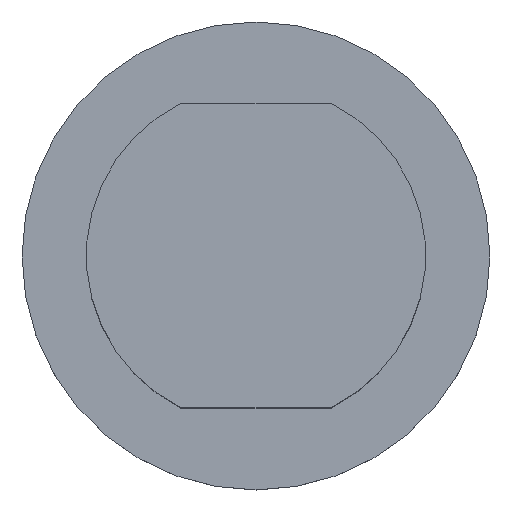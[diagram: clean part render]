
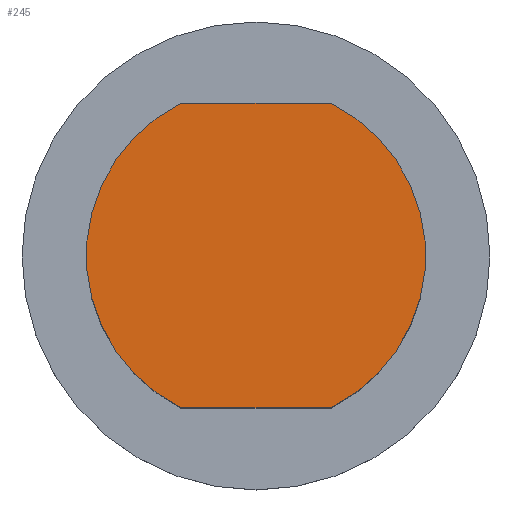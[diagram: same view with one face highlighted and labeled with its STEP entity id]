
A CAD part, top view. The second image highlights one B-rep face of the part: STEP entity #245.
In plain terms, the highlighted planar face has unit normal (0, 0, 1).
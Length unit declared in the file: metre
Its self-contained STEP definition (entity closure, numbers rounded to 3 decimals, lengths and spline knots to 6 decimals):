
#31=LINE('',#407,#39);
#36=LINE('',#425,#44);
#39=VECTOR('',#325,1.);
#44=VECTOR('',#342,1.);
#68=ORIENTED_EDGE('',*,*,#104,.F.);
#69=ORIENTED_EDGE('',*,*,#108,.T.);
#70=ORIENTED_EDGE('',*,*,#113,.T.);
#71=ORIENTED_EDGE('',*,*,#115,.T.);
#104=EDGE_CURVE('',#130,#131,#31,.T.);
#108=EDGE_CURVE('',#130,#133,#151,.T.);
#113=EDGE_CURVE('',#133,#137,#36,.T.);
#115=EDGE_CURVE('',#137,#131,#155,.T.);
#130=VERTEX_POINT('',#406);
#131=VERTEX_POINT('',#408);
#133=VERTEX_POINT('',#414);
#137=VERTEX_POINT('',#424);
#151=CIRCLE('',#280,0.029);
#155=CIRCLE('',#286,0.029);
#174=EDGE_LOOP('',(#68,#69,#70,#71));
#208=FACE_BOUND('',#174,.T.);
#234=PLANE('',#287);
#245=ADVANCED_FACE('',(#208),#234,.T.);
#280=AXIS2_PLACEMENT_3D('',#415,#332,#333);
#286=AXIS2_PLACEMENT_3D('',#428,#347,#348);
#287=AXIS2_PLACEMENT_3D('',#429,#349,#350);
#325=DIRECTION('',(1.,0.,0.));
#332=DIRECTION('',(0.,0.,1.));
#333=DIRECTION('',(1.,0.,0.));
#342=DIRECTION('',(1.,0.,0.));
#347=DIRECTION('',(0.,0.,1.));
#348=DIRECTION('',(1.,0.,0.));
#349=DIRECTION('',(0.,0.,1.));
#350=DIRECTION('',(1.,0.,0.));
#406=CARTESIAN_POINT('',(-0.012845,0.026,0.046));
#407=CARTESIAN_POINT('',(0.,0.026,0.046));
#408=CARTESIAN_POINT('',(0.012845,0.026,0.046));
#414=CARTESIAN_POINT('',(-0.012845,-0.026,0.046));
#415=CARTESIAN_POINT('',(0.,0.,0.046));
#424=CARTESIAN_POINT('',(0.012845,-0.026,0.046));
#425=CARTESIAN_POINT('',(0.,-0.026,0.046));
#428=CARTESIAN_POINT('',(0.,0.,0.046));
#429=CARTESIAN_POINT('',(0.,0.,0.046));
